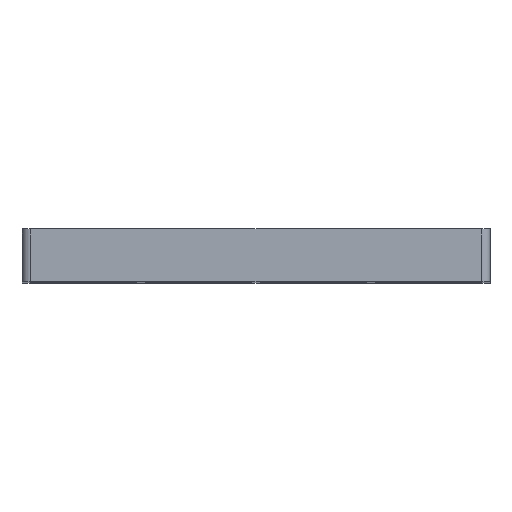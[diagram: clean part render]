
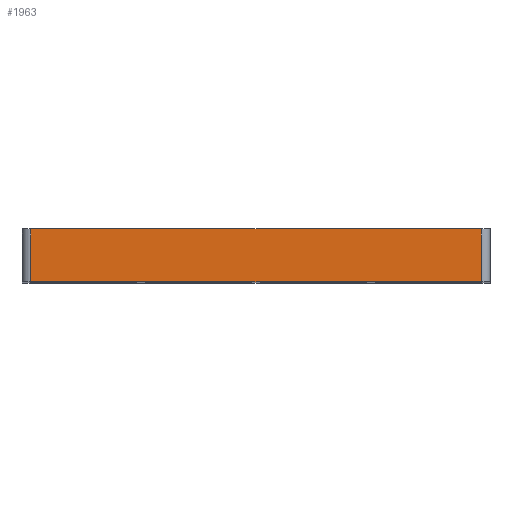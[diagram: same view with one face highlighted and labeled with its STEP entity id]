
A CAD part, top view. The second image highlights one B-rep face of the part: STEP entity #1963.
In plain terms, the highlighted planar face has unit normal (0, 0, 1).
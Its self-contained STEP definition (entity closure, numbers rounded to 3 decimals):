
#739=CARTESIAN_POINT('',(-256.,57.0,447.0));
#740=VERTEX_POINT('',#739);
#748=CARTESIAN_POINT('',(256.,57.0,447.0));
#749=VERTEX_POINT('',#748);
#750=CARTESIAN_POINT('',(-256.0,57.0,447.0));
#751=DIRECTION('',(1.0,0.0,0.0));
#752=VECTOR('',#751,512.0);
#753=LINE('',#750,#752);
#754=EDGE_CURVE('',#740,#749,#753,.T.);
#1349=CARTESIAN_POINT('',(256.,-3.0,447.0));
#1350=VERTEX_POINT('',#1349);
#1358=CARTESIAN_POINT('',(-256.,-3.0,447.0));
#1359=VERTEX_POINT('',#1358);
#1360=CARTESIAN_POINT('',(256.0,-3.0,447.0));
#1361=DIRECTION('',(-1.0,0.0,0.0));
#1362=VECTOR('',#1361,512.0);
#1363=LINE('',#1360,#1362);
#1364=EDGE_CURVE('',#1350,#1359,#1363,.T.);
#1887=CARTESIAN_POINT('',(256.,57.0,447.0));
#1888=DIRECTION('',(0.0,-1.0,0.0));
#1889=VECTOR('',#1888,60.0);
#1890=LINE('',#1887,#1889);
#1891=EDGE_CURVE('',#749,#1350,#1890,.T.);
#1943=CARTESIAN_POINT('',(-256.,-3.0,447.0));
#1944=DIRECTION('',(0.0,1.0,0.0));
#1945=VECTOR('',#1944,60.0);
#1946=LINE('',#1943,#1945);
#1947=EDGE_CURVE('',#1359,#740,#1946,.T.);
#1952=CARTESIAN_POINT('',(-266.0,0.0,447.0));
#1953=DIRECTION('',(0.0,0.0,1.0));
#1954=DIRECTION('',(1.0,0.0,0.0));
#1955=AXIS2_PLACEMENT_3D('',#1952,#1953,#1954);
#1956=PLANE('',#1955);
#1957=ORIENTED_EDGE('',*,*,#1891,.F.);
#1958=ORIENTED_EDGE('',*,*,#754,.F.);
#1959=ORIENTED_EDGE('',*,*,#1947,.F.);
#1960=ORIENTED_EDGE('',*,*,#1364,.F.);
#1961=EDGE_LOOP('',(#1957,#1958,#1959,#1960));
#1962=FACE_OUTER_BOUND('',#1961,.T.);
#1963=ADVANCED_FACE('',(#1962),#1956,.T.);
